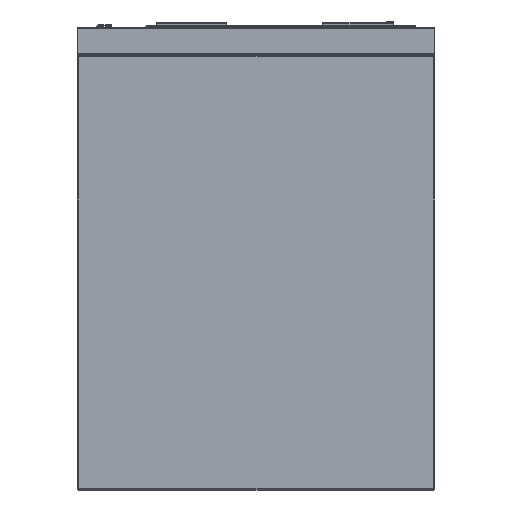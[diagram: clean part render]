
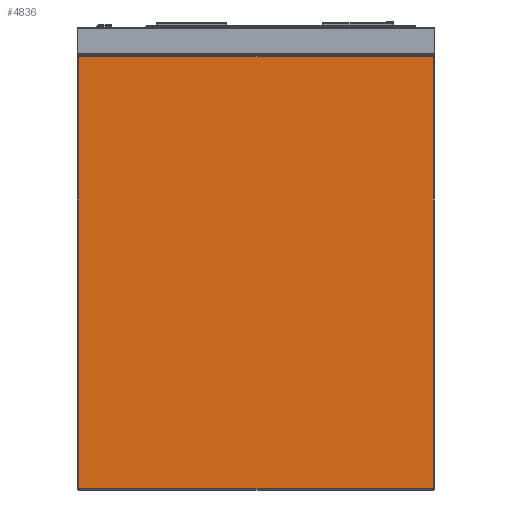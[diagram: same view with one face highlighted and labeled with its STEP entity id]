
A CAD part, left-side view. The second image highlights one B-rep face of the part: STEP entity #4836.
In plain terms, the highlighted planar face has unit normal (-1, 0, 0).
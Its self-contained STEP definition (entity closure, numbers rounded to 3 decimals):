
#955 = CARTESIAN_POINT ( 'NONE',  ( -660., -253., -658. ) ) ;
#2078 = PLANE ( 'NONE',  #26063 ) ;
#2120 = CARTESIAN_POINT ( 'NONE',  ( -660., -253., -42. ) ) ;
#2245 = CARTESIAN_POINT ( 'NONE',  ( -660., 253., -658. ) ) ;
#3329 = ORIENTED_EDGE ( 'NONE', *, *, #3579, .T. ) ;
#3579 = EDGE_CURVE ( 'NONE', #24757, #31501, #5030, .T. ) ;
#4286 = CARTESIAN_POINT ( 'NONE',  ( -660., -255., -658. ) ) ;
#4343 = VERTEX_POINT ( 'NONE', #2120 ) ;
#4509 = VECTOR ( 'NONE', #34092, 1000. ) ;
#4836 = ADVANCED_FACE ( 'Fl�che7', ( #18605 ), #2078, .T. ) ;
#5030 = LINE ( 'NONE', #4286, #23615 ) ;
#7429 = DIRECTION ( 'NONE',  ( 0., 0., 1. ) ) ;
#10366 = EDGE_LOOP ( 'NONE', ( #15281, #31985, #21657, #3329 ) ) ;
#12199 = DIRECTION ( 'NONE',  ( 0., 0., 1. ) ) ;
#13275 = VECTOR ( 'NONE', #24856, 1000. ) ;
#15281 = ORIENTED_EDGE ( 'NONE', *, *, #23251, .T. ) ;
#16209 = DIRECTION ( 'NONE',  ( 0., -1., 0. ) ) ;
#16796 = LINE ( 'NONE', #33572, #4509 ) ;
#18605 = FACE_OUTER_BOUND ( 'NONE', #10366, .T. ) ;
#18783 = CARTESIAN_POINT ( 'NONE',  ( -660., -255., -660. ) ) ;
#21657 = ORIENTED_EDGE ( 'NONE', *, *, #24419, .T. ) ;
#23215 = LINE ( 'NONE', #29481, #26735 ) ;
#23251 = EDGE_CURVE ( 'NONE', #31501, #4343, #23215, .T. ) ;
#23498 = EDGE_CURVE ( 'NONE', #4343, #32446, #25044, .T. ) ;
#23615 = VECTOR ( 'NONE', #16209, 1000. ) ;
#24127 = DIRECTION ( 'NONE',  ( -1., 0., 0. ) ) ;
#24419 = EDGE_CURVE ( 'NONE', #32446, #24757, #16796, .T. ) ;
#24757 = VERTEX_POINT ( 'NONE', #2245 ) ;
#24856 = DIRECTION ( 'NONE',  ( 0., 1., 0. ) ) ;
#25044 = LINE ( 'NONE', #27595, #13275 ) ;
#26063 = AXIS2_PLACEMENT_3D ( 'NONE', #18783, #24127, #7429 ) ;
#26735 = VECTOR ( 'NONE', #12199, 1000. ) ;
#27595 = CARTESIAN_POINT ( 'NONE',  ( -660., 255., -42. ) ) ;
#29481 = CARTESIAN_POINT ( 'NONE',  ( -660., -253., -660. ) ) ;
#31501 = VERTEX_POINT ( 'NONE', #955 ) ;
#31985 = ORIENTED_EDGE ( 'NONE', *, *, #23498, .T. ) ;
#32446 = VERTEX_POINT ( 'NONE', #32641 ) ;
#32641 = CARTESIAN_POINT ( 'NONE',  ( -660., 253., -42. ) ) ;
#33572 = CARTESIAN_POINT ( 'NONE',  ( -660., 253., -660. ) ) ;
#34092 = DIRECTION ( 'NONE',  ( 0., 0., -1. ) ) ;
